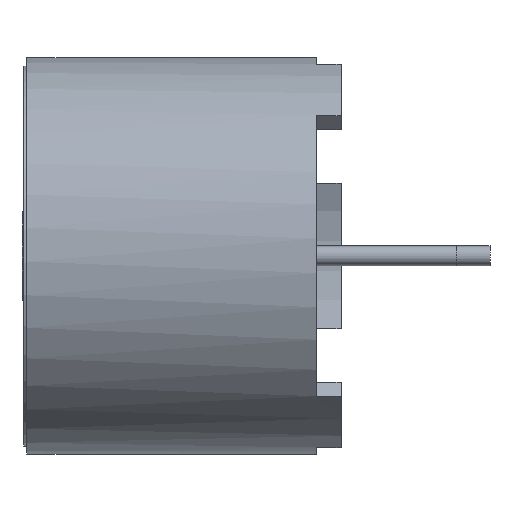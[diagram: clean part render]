
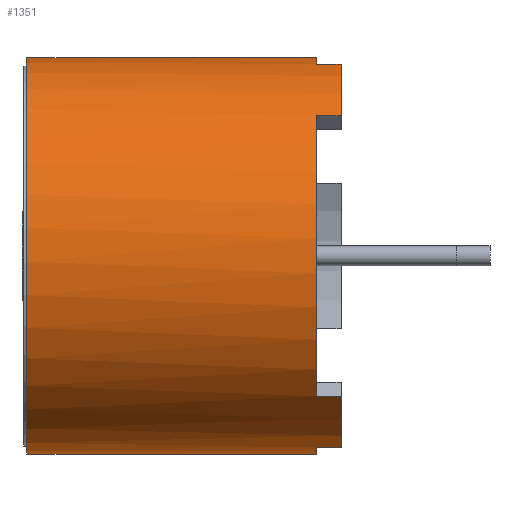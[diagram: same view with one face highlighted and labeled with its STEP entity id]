
A CAD part, left-side view. The second image highlights one B-rep face of the part: STEP entity #1351.
In plain terms, the highlighted cylindrical face has radius 6 mm (diameter 12 mm), a full revolution.
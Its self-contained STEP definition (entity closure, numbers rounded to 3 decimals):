
#542=CARTESIAN_POINT('',(5.454,9.5,-2.5));
#543=VERTEX_POINT('',#542);
#591=CARTESIAN_POINT('',(5.454,9.5,2.5));
#592=VERTEX_POINT('',#591);
#792=CARTESIAN_POINT('',(5.582,0.,-2.2));
#793=VERTEX_POINT('',#792);
#800=CARTESIAN_POINT('',(5.582,0.,2.2));
#801=VERTEX_POINT('',#800);
#802=CARTESIAN_POINT('',(0.,0.,0.));
#803=DIRECTION('',(-0.,1.,-0.));
#804=DIRECTION('',(0.,0.,-1.));
#805=AXIS2_PLACEMENT_3D('',#802,#803,#804);
#806=CIRCLE('',#805,6.);
#807=EDGE_CURVE('',#801,#793,#806,.T.);
#831=CARTESIAN_POINT('',(0.,9.5,0.));
#832=DIRECTION('',(0.,-1.,0.));
#833=DIRECTION('',(0.,0.,-1.));
#834=AXIS2_PLACEMENT_3D('',#831,#832,#833);
#835=CIRCLE('',#834,6.);
#836=EDGE_CURVE('',#543,#592,#835,.T.);
#945=CARTESIAN_POINT('',(5.582,0.75,-2.2));
#946=VERTEX_POINT('',#945);
#955=CARTESIAN_POINT('',(5.582,0.,-2.2));
#956=DIRECTION('',(-0.,1.,-0.));
#957=VECTOR('',#956,0.75);
#958=LINE('',#955,#957);
#959=EDGE_CURVE('',#793,#946,#958,.T.);
#1003=CARTESIAN_POINT('',(5.582,0.75,2.2));
#1004=VERTEX_POINT('',#1003);
#1013=CARTESIAN_POINT('',(5.582,0.75,2.2));
#1014=DIRECTION('',(0.,-1.,0.));
#1015=VECTOR('',#1014,0.75);
#1016=LINE('',#1013,#1015);
#1017=EDGE_CURVE('',#1004,#801,#1016,.T.);
#1071=CARTESIAN_POINT('',(-0.,9.5,-6.));
#1072=VERTEX_POINT('',#1071);
#1073=CARTESIAN_POINT('',(0.,9.5,0.));
#1074=DIRECTION('',(0.,-1.,0.));
#1075=DIRECTION('',(0.,0.,-1.));
#1076=AXIS2_PLACEMENT_3D('',#1073,#1074,#1075);
#1077=CIRCLE('',#1076,6.);
#1078=EDGE_CURVE('',#1072,#543,#1077,.T.);
#1080=CARTESIAN_POINT('',(0.,9.5,0.));
#1081=DIRECTION('',(0.,-1.,0.));
#1082=DIRECTION('',(0.,0.,-1.));
#1083=AXIS2_PLACEMENT_3D('',#1080,#1081,#1082);
#1084=CIRCLE('',#1083,6.);
#1085=EDGE_CURVE('',#592,#1072,#1084,.T.);
#1106=CARTESIAN_POINT('',(-1.553,0.75,-5.796));
#1107=VERTEX_POINT('',#1106);
#1115=CARTESIAN_POINT('',(-1.553,0.,-5.796));
#1116=VERTEX_POINT('',#1115);
#1123=CARTESIAN_POINT('',(-1.553,0.75,-5.796));
#1124=DIRECTION('',(0.,-1.,0.));
#1125=VECTOR('',#1124,0.75);
#1126=LINE('',#1123,#1125);
#1127=EDGE_CURVE('',#1107,#1116,#1126,.T.);
#1138=CARTESIAN_POINT('',(-4.243,0.,-4.243));
#1139=VERTEX_POINT('',#1138);
#1140=CARTESIAN_POINT('',(0.,0.,0.));
#1141=DIRECTION('',(-0.,1.,-0.));
#1142=DIRECTION('',(0.,0.,-1.));
#1143=AXIS2_PLACEMENT_3D('',#1140,#1141,#1142);
#1144=CIRCLE('',#1143,6.);
#1145=EDGE_CURVE('',#1116,#1139,#1144,.T.);
#1164=CARTESIAN_POINT('',(-4.243,0.75,-4.243));
#1165=VERTEX_POINT('',#1164);
#1172=CARTESIAN_POINT('',(-4.243,0.,-4.243));
#1173=DIRECTION('',(-0.,1.,-0.));
#1174=VECTOR('',#1173,0.75);
#1175=LINE('',#1172,#1174);
#1176=EDGE_CURVE('',#1139,#1165,#1175,.T.);
#1191=CARTESIAN_POINT('',(-1.553,0.75,5.796));
#1192=VERTEX_POINT('',#1191);
#1193=CARTESIAN_POINT('',(0.,0.75,0.));
#1194=DIRECTION('',(0.,-1.,0.));
#1195=DIRECTION('',(0.,0.,-1.));
#1196=AXIS2_PLACEMENT_3D('',#1193,#1194,#1195);
#1197=CIRCLE('',#1196,6.);
#1198=EDGE_CURVE('',#1004,#1192,#1197,.T.);
#1207=CARTESIAN_POINT('',(-4.243,0.75,4.243));
#1208=VERTEX_POINT('',#1207);
#1215=CARTESIAN_POINT('',(0.,0.75,0.));
#1216=DIRECTION('',(-0.,1.,-0.));
#1217=DIRECTION('',(0.,0.,-1.));
#1218=AXIS2_PLACEMENT_3D('',#1215,#1216,#1217);
#1219=CIRCLE('',#1218,6.);
#1220=EDGE_CURVE('',#1165,#1208,#1219,.T.);
#1225=CARTESIAN_POINT('',(-0.,0.75,-6.));
#1226=VERTEX_POINT('',#1225);
#1227=CARTESIAN_POINT('',(0.,0.75,0.));
#1228=DIRECTION('',(-0.,1.,-0.));
#1229=DIRECTION('',(0.,0.,-1.));
#1230=AXIS2_PLACEMENT_3D('',#1227,#1228,#1229);
#1231=CIRCLE('',#1230,6.);
#1232=EDGE_CURVE('',#1226,#1107,#1231,.T.);
#1234=CARTESIAN_POINT('',(0.,0.75,0.));
#1235=DIRECTION('',(-0.,1.,-0.));
#1236=DIRECTION('',(0.,0.,-1.));
#1237=AXIS2_PLACEMENT_3D('',#1234,#1235,#1236);
#1238=CIRCLE('',#1237,6.);
#1239=EDGE_CURVE('',#946,#1226,#1238,.T.);
#1259=CARTESIAN_POINT('',(-4.243,0.,4.243));
#1260=VERTEX_POINT('',#1259);
#1267=CARTESIAN_POINT('',(-4.243,0.75,4.243));
#1268=DIRECTION('',(0.,-1.,0.));
#1269=VECTOR('',#1268,0.75);
#1270=LINE('',#1267,#1269);
#1271=EDGE_CURVE('',#1208,#1260,#1270,.T.);
#1282=CARTESIAN_POINT('',(-1.553,0.,5.796));
#1283=VERTEX_POINT('',#1282);
#1284=CARTESIAN_POINT('',(0.,0.,0.));
#1285=DIRECTION('',(-0.,1.,-0.));
#1286=DIRECTION('',(0.,0.,-1.));
#1287=AXIS2_PLACEMENT_3D('',#1284,#1285,#1286);
#1288=CIRCLE('',#1287,6.);
#1289=EDGE_CURVE('',#1260,#1283,#1288,.T.);
#1309=CARTESIAN_POINT('',(-1.553,0.,5.796));
#1310=DIRECTION('',(-0.,1.,-0.));
#1311=VECTOR('',#1310,0.75);
#1312=LINE('',#1309,#1311);
#1313=EDGE_CURVE('',#1283,#1192,#1312,.T.);
#1321=CARTESIAN_POINT('',(0.,9.5,0.));
#1322=DIRECTION('',(0.,-1.,0.));
#1323=DIRECTION('',(0.,0.,-1.));
#1324=AXIS2_PLACEMENT_3D('',#1321,#1322,#1323);
#1325=CYLINDRICAL_SURFACE('',#1324,6.);
#1326=CARTESIAN_POINT('',(0.,0.75,-6.));
#1327=DIRECTION('',(-0.,1.,-0.));
#1328=VECTOR('',#1327,8.75);
#1329=LINE('',#1326,#1328);
#1330=EDGE_CURVE('',#1226,#1072,#1329,.T.);
#1331=ORIENTED_EDGE('',*,*,#1330,.T.);
#1332=ORIENTED_EDGE('',*,*,#1078,.T.);
#1333=ORIENTED_EDGE('',*,*,#836,.T.);
#1334=ORIENTED_EDGE('',*,*,#1085,.T.);
#1335=ORIENTED_EDGE('',*,*,#1330,.F.);
#1336=ORIENTED_EDGE('',*,*,#1232,.T.);
#1337=ORIENTED_EDGE('',*,*,#1127,.T.);
#1338=ORIENTED_EDGE('',*,*,#1145,.T.);
#1339=ORIENTED_EDGE('',*,*,#1176,.T.);
#1340=ORIENTED_EDGE('',*,*,#1220,.T.);
#1341=ORIENTED_EDGE('',*,*,#1271,.T.);
#1342=ORIENTED_EDGE('',*,*,#1289,.T.);
#1343=ORIENTED_EDGE('',*,*,#1313,.T.);
#1344=ORIENTED_EDGE('',*,*,#1198,.F.);
#1345=ORIENTED_EDGE('',*,*,#1017,.T.);
#1346=ORIENTED_EDGE('',*,*,#807,.T.);
#1347=ORIENTED_EDGE('',*,*,#959,.T.);
#1348=ORIENTED_EDGE('',*,*,#1239,.T.);
#1349=EDGE_LOOP('',(#1331,#1332,#1333,#1334,#1335,#1336,#1337,#1338,#1339,#1340,#1341,#1342,#1343,#1344,#1345,#1346,#1347,#1348));
#1350=FACE_BOUND('',#1349,.T.);
#1351=ADVANCED_FACE('',(#1350),#1325,.T.);
